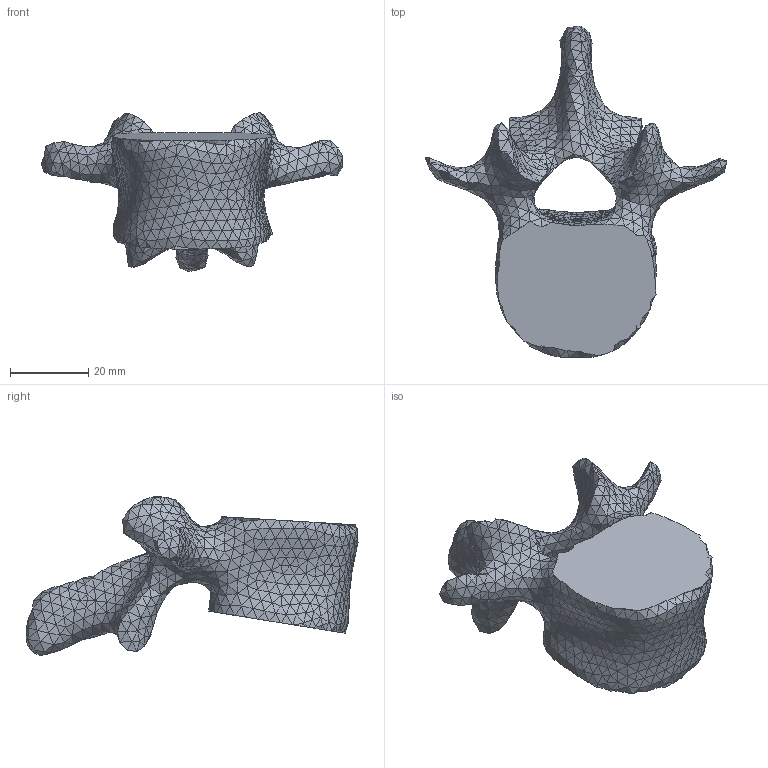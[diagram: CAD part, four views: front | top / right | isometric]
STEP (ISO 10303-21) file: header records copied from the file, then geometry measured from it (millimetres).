
FILE_DESCRIPTION(/* description */ (''),/* implementation_level */ '2;1');
FILE_NAME(/* name */ 'L3.step',/* time_stamp */ '2024-06-05T10:11:13-04:00',/* author */ (''),/* organization */ (''),/* preprocessor_version */ 'ST-DEVELOPER v20',/* originating_system */ 'Autodesk Translation Framework v13.14.0.145',/* authorisation */ '');
FILE_SCHEMA (('AUTOMOTIVE_DESIGN { 1 0 10303 214 3 1 1 }'));
Length unit declared in the file: millimetre
Products named in the file (1): L3
Bounding box: 76.91 x 84.65 x 40.51 mm (x, y, z)
Volume: 44035.2 mm3; surface area: 10900.7 mm2
Topology: 1 solids, 1 shells, 2494 faces, 3887 edges, 1393 vertices
Faces by surface type: plane 2494
Entity records: 49988 total; most frequent: DIRECTION 8877, CARTESIAN_POINT 7775, ORIENTED_EDGE 7774, LINE 3887, VECTOR 3887, EDGE_CURVE 3887, AXIS2_PLACEMENT_3D 2495, FACE_OUTER_BOUND 2494
